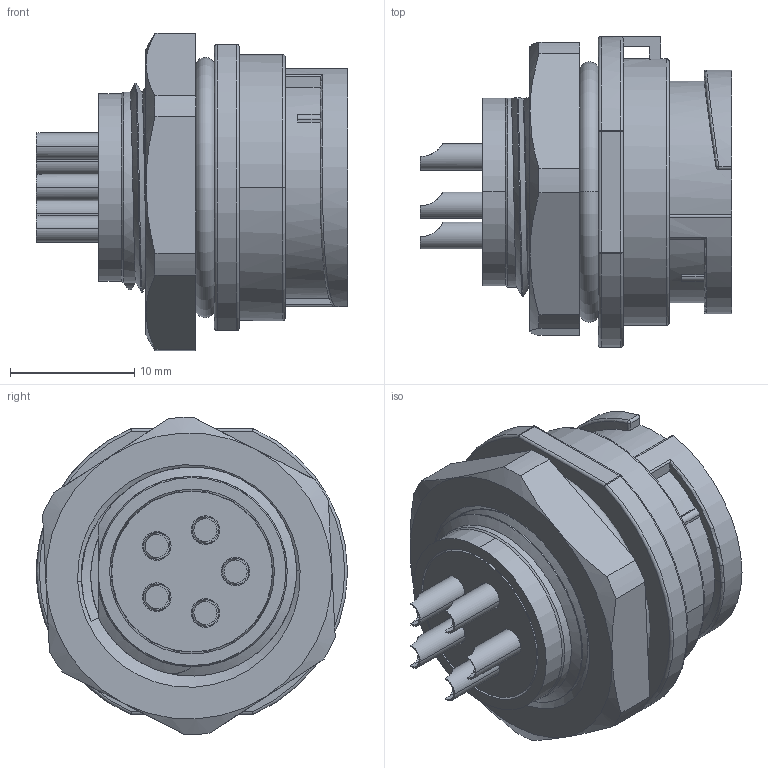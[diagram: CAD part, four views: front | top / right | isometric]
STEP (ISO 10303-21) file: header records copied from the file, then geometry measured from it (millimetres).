
FILE_DESCRIPTION((''),'2;1');
FILE_NAME('SY1712','2016-03-21T',('Administrator'),(''),'PRO/ENGINEER BY PARAMETRIC TECHNOLOGY CORPORATION, 2015240','PRO/ENGINEER BY PARAMETRIC TECHNOLOGY CORPORATION, 2015240','');
FILE_SCHEMA(('CONFIG_CONTROL_DESIGN'));
Length unit declared in the file: millimetre
Products named in the file (1): SY1712
Bounding box: 25 x 25 x 25.49 mm (x, y, z)
Volume: 5608.3 mm3; surface area: 6760.4 mm2
Topology: 1 solids, 2 shells, 290 faces, 780 edges, 503 vertices
Faces by surface type: cylinder 124, plane 84, bspline 29, cone 26, torus 17, sphere 10
Entity records: 12913 total; most frequent: CARTESIAN_POINT 5819, ORIENTED_EDGE 1540, DIRECTION 1405, EDGE_CURVE 770, AXIS2_PLACEMENT_3D 565, VERTEX_POINT 503, EDGE_LOOP 321, CIRCLE 304
